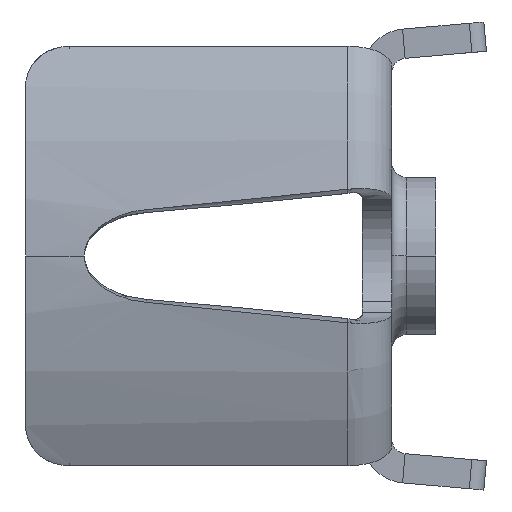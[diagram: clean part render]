
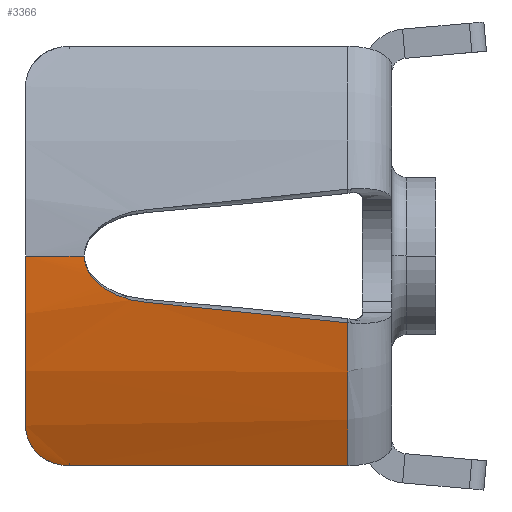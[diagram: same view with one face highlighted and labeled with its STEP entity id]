
A CAD part, front view. The second image highlights one B-rep face of the part: STEP entity #3366.
In plain terms, the highlighted cylindrical face has radius 31.542 mm (diameter 63.083 mm), a partial arc.
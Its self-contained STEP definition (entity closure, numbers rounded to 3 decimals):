
#863=CARTESIAN_POINT('',(-21.,-49.,0.));
#962=CARTESIAN_POINT('',(-25.,-17.458,0.));
#963=DIRECTION('',(1.,0.,0.));
#964=DIRECTION('',(0.,-1.,0.));
#965=AXIS2_PLACEMENT_3D('',#962,#963,#964);
#986=CARTESIAN_POINT('',(-25.,-46.798,-11.577));
#987=CARTESIAN_POINT('',(-25.,-46.716,
-11.787));
#988=CARTESIAN_POINT('',(-24.949,-46.546,
-12.204));
#989=CARTESIAN_POINT('',(-24.726,-46.292,
-12.791));
#990=CARTESIAN_POINT('',(-24.366,-46.054,
-13.313));
#991=CARTESIAN_POINT('',(-23.888,-45.848,
-13.746));
#992=CARTESIAN_POINT('',(-23.314,-45.688,
-14.07));
#993=CARTESIAN_POINT('',(-22.674,-45.587,
-14.27));
#994=CARTESIAN_POINT('',(-22.225,-45.564,
-14.315));
#995=CARTESIAN_POINT('',(-22.,-45.564,-14.315));
#997=DIRECTION('',(-1.,0.,0.));
#998=VECTOR('',#997,19.);
#999=CARTESIAN_POINT('',(-3.,-45.564,-14.315));
#1000=LINE('',#999,#998);
#1009=CARTESIAN_POINT('',(-16.726,-48.841,
-3.164));
#1010=CARTESIAN_POINT('',(-17.312,-48.845,
-3.122));
#1011=CARTESIAN_POINT('',(-18.46,-48.87,
-2.88));
#1012=CARTESIAN_POINT('',(-19.869,-48.932,
-2.135));
#1013=CARTESIAN_POINT('',(-20.788,-48.986,
-1.131));
#1014=CARTESIAN_POINT('',(-21.,-49.,-0.376));
#1015=CARTESIAN_POINT('',(-21.,-49.,0.));
#1017=CARTESIAN_POINT('',(-16.726,-48.841,
-3.164));
#1018=CARTESIAN_POINT('',(-14.433,-48.825,
-3.326));
#1019=CARTESIAN_POINT('',(-9.851,-48.785,
-3.698));
#1020=CARTESIAN_POINT('',(-5.28,-48.717,
-4.226));
#1021=CARTESIAN_POINT('',(-3.,-48.668,
-4.561));
#1023=CARTESIAN_POINT('',(-3.,-17.458,
0.));
#1024=DIRECTION('',(1.,0.,0.));
#1025=DIRECTION('',(0.,-0.989,-0.145));
#1026=AXIS2_PLACEMENT_3D('',#1023,#1024,#1025);
#1028=DIRECTION('',(-1.,0.,0.));
#1029=VECTOR('',#1028,4.);
#1030=CARTESIAN_POINT('',(-21.,-49.,0.));
#1031=LINE('',#1030,#1029);
#1082=CARTESIAN_POINT('',(-3.,-48.668,
-4.561));
#1750=VERTEX_POINT('',#863);
#1752=CARTESIAN_POINT('',(-25.,-49.,0.));
#1753=VERTEX_POINT('',#1752);
#1761=VERTEX_POINT('',#1082);
#1763=CARTESIAN_POINT('',(-3.,-45.564,-14.315));
#1764=VERTEX_POINT('',#1763);
#1765=VERTEX_POINT('',#1009);
#1766=CARTESIAN_POINT('',(-22.,-45.564,-14.315));
#1767=VERTEX_POINT('',#1766);
#1768=VERTEX_POINT('',#986);
#3349=CARTESIAN_POINT('',(-1.,-17.458,0.));
#3350=DIRECTION('',(1.,0.,0.));
#3351=DIRECTION('',(0.,1.,0.));
#3352=AXIS2_PLACEMENT_3D('',#3349,#3350,#3351);
#3353=CYLINDRICAL_SURFACE('',#3352,31.542);
#3355=ORIENTED_EDGE('',*,*,#3354,.F.);
#3357=ORIENTED_EDGE('',*,*,#3356,.T.);
#3359=ORIENTED_EDGE('',*,*,#3358,.T.);
#3360=ORIENTED_EDGE('',*,*,#3340,.T.);
#3361=ORIENTED_EDGE('',*,*,#3329,.F.);
#3362=ORIENTED_EDGE('',*,*,#3314,.F.);
#3363=ORIENTED_EDGE('',*,*,#3186,.F.);
#3364=EDGE_LOOP('',(#3355,#3357,#3359,#3360,#3361,#3362,#3363));
#3365=FACE_OUTER_BOUND('',#3364,.F.);
#3366=ADVANCED_FACE('',(#3365),#3353,.T.);
#966=CIRCLE('',#965,31.542);
#996=B_SPLINE_CURVE_WITH_KNOTS('',3,(#986,#987,#988,#989,#990,#991,#992,#993,
#994,#995),.UNSPECIFIED.,.F.,.F.,(4,1,1,1,1,1,1,4),(0.,0.143,
0.286,0.429,0.571,0.714,
0.857,1.),.UNSPECIFIED.);
#1016=B_SPLINE_CURVE_WITH_KNOTS('',3,(#1009,#1010,#1011,#1012,#1013,#1014,
#1015),.UNSPECIFIED.,.F.,.F.,(4,1,1,1,4),(0.,0.25,0.5,0.75,1.),
.UNSPECIFIED.);
#1022=B_SPLINE_CURVE_WITH_KNOTS('',3,(#1017,#1018,#1019,#1020,#1021),
.UNSPECIFIED.,.F.,.F.,(4,1,4),(0.,0.5,1.),.UNSPECIFIED.);
#1027=CIRCLE('',#1026,31.542);
#3186=EDGE_CURVE('',#1750,#1753,#1031,.T.);
#3314=EDGE_CURVE('',#1753,#1768,#966,.T.);
#3329=EDGE_CURVE('',#1768,#1767,#996,.T.);
#3340=EDGE_CURVE('',#1764,#1767,#1000,.T.);
#3354=EDGE_CURVE('',#1765,#1750,#1016,.T.);
#3356=EDGE_CURVE('',#1765,#1761,#1022,.T.);
#3358=EDGE_CURVE('',#1761,#1764,#1027,.T.);
